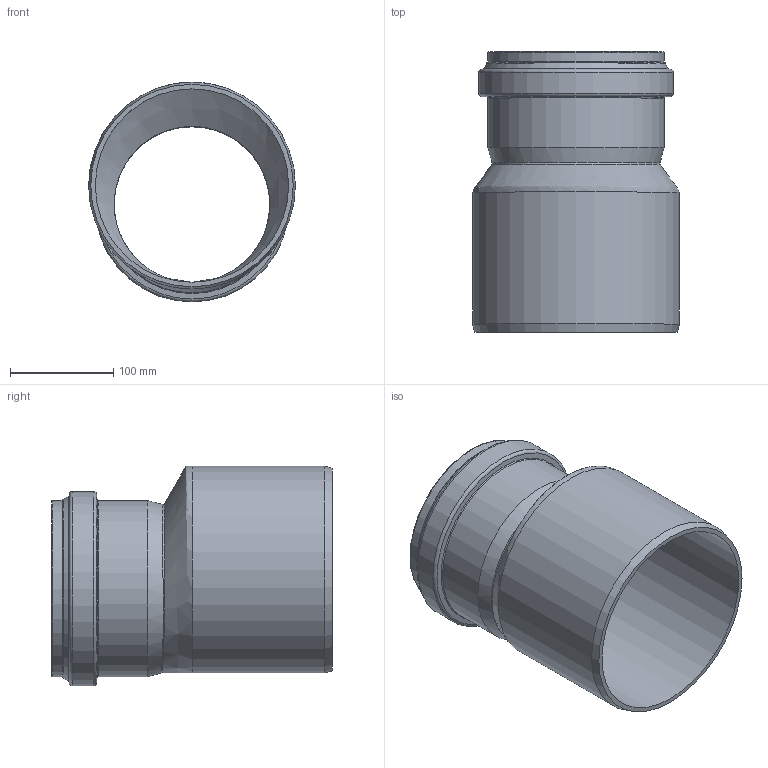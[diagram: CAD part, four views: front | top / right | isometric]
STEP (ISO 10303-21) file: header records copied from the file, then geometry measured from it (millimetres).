
FILE_DESCRIPTION(/* description */ (''),/* implementation_level */ '2;1');
FILE_NAME(/* name */ '338710 SKOLANsafeR Reduktion DN_OD 200_160.stp',/* time_stamp */ '2018-01-09T14:42:51+01:00',/* author */ ('user1'),/* organization */ (''),/* preprocessor_version */ 'ST-DEVELOPER v16.1',/* originating_system */ 'Autodesk Inventor 2016',/* authorisation */ '');
FILE_SCHEMA (('AUTOMOTIVE_DESIGN { 1 0 10303 214 3 1 1 }'));
Length unit declared in the file: millimetre
Products named in the file (1): 338710 SKOLANsafeR Reduktion DN_OD 200_160
Bounding box: 200.2 x 271.8 x 212.7 mm (x, y, z)
Volume: 969483.1 mm3; surface area: 338423.8 mm2
Topology: 1 solids, 1 shells, 41 faces, 84 edges, 46 vertices
Faces by surface type: torus 14, cone 11, cylinder 9, bspline 4, plane 3
Full cylindrical faces by diameter (mm): 161 x1, 161.2 x1, 161.3 x1, 170.4 x1, 170.7 x1, 178.8 x1, 187.2 x1, 188.2 x1, 200.2 x1
Entity records: 1861 total; most frequent: CARTESIAN_POINT 1127, DIRECTION 158, ORIENTED_EDGE 94, AXIS2_PLACEMENT_3D 79, EDGE_LOOP 78, EDGE_CURVE 47, VERTEX_POINT 43, FACE_OUTER_BOUND 41
